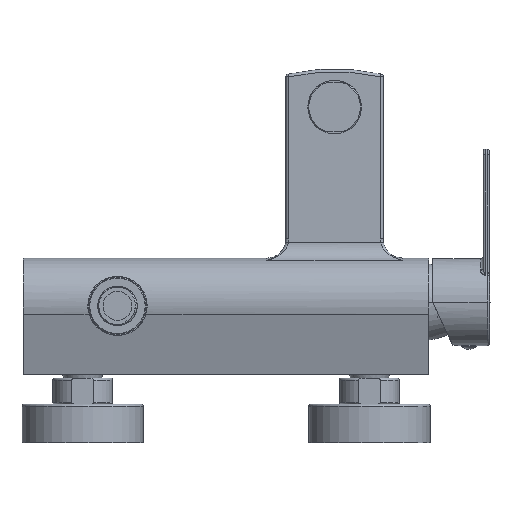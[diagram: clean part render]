
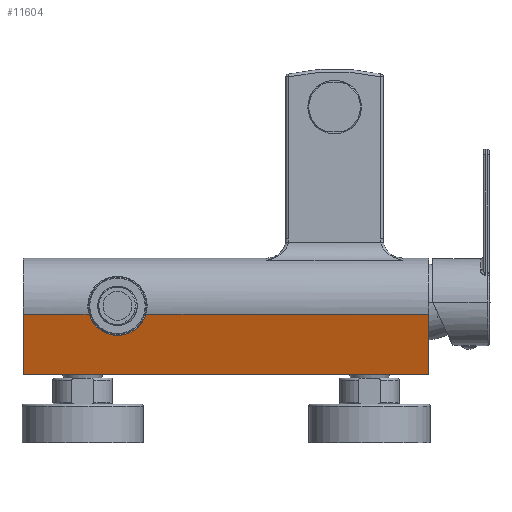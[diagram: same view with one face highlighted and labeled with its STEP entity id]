
A CAD part, front view. The second image highlights one B-rep face of the part: STEP entity #11604.
In plain terms, the highlighted planar face has unit normal (0, -0.961, -0.277).
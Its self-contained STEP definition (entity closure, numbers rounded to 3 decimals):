
#2413=CARTESIAN_POINT('',(-41.926,-22.103,
-6.359));
#2493=CARTESIAN_POINT('',(-71.674,-22.103,
-6.359));
#2505=DIRECTION('',(-1.,0.,0.));
#2506=VECTOR('',#2505,34.326);
#2507=CARTESIAN_POINT('',(-71.674,-22.103,
-6.359));
#2508=LINE('',#2507,#2506);
#2509=DIRECTION('',(-1.,0.,0.));
#2510=VECTOR('',#2509,147.926);
#2511=CARTESIAN_POINT('',(106.,-22.103,-6.359));
#2512=LINE('',#2511,#2510);
#2573=CARTESIAN_POINT('',(-41.926,-22.103,
-6.359));
#2574=CARTESIAN_POINT('',(-42.003,-22.027,
-6.624));
#2575=CARTESIAN_POINT('',(-42.158,-21.89,
-7.102));
#2576=CARTESIAN_POINT('',(-42.468,-21.652,
-7.929));
#2577=CARTESIAN_POINT('',(-42.855,-21.403,
-8.794));
#2578=CARTESIAN_POINT('',(-43.32,-21.151,
-9.67));
#2579=CARTESIAN_POINT('',(-43.785,-20.932,
-10.432));
#2580=CARTESIAN_POINT('',(-44.25,-20.737,
-11.108));
#2581=CARTESIAN_POINT('',(-44.87,-20.504,
-11.917));
#2582=CARTESIAN_POINT('',(-45.644,-20.254,
-12.788));
#2583=CARTESIAN_POINT('',(-46.574,-20.,
-13.67));
#2584=CARTESIAN_POINT('',(-47.504,-19.784,
-14.421));
#2585=CARTESIAN_POINT('',(-48.433,-19.599,
-15.063));
#2586=CARTESIAN_POINT('',(-49.673,-19.388,
-15.796));
#2587=CARTESIAN_POINT('',(-51.222,-19.184,
-16.507));
#2588=CARTESIAN_POINT('',(-53.081,-19.017,
-17.088));
#2589=CARTESIAN_POINT('',(-54.941,-18.919,
-17.426));
#2590=CARTESIAN_POINT('',(-56.8,-18.887,
-17.537));
#2591=CARTESIAN_POINT('',(-58.659,-18.919,
-17.426));
#2592=CARTESIAN_POINT('',(-60.519,-19.017,
-17.088));
#2593=CARTESIAN_POINT('',(-62.378,-19.184,
-16.507));
#2594=CARTESIAN_POINT('',(-63.927,-19.388,
-15.796));
#2595=CARTESIAN_POINT('',(-65.167,-19.599,
-15.063));
#2596=CARTESIAN_POINT('',(-66.096,-19.784,
-14.421));
#2597=CARTESIAN_POINT('',(-67.026,-20.,
-13.67));
#2598=CARTESIAN_POINT('',(-67.956,-20.254,
-12.788));
#2599=CARTESIAN_POINT('',(-68.73,-20.504,
-11.917));
#2600=CARTESIAN_POINT('',(-69.35,-20.737,
-11.108));
#2601=CARTESIAN_POINT('',(-69.815,-20.932,
-10.432));
#2602=CARTESIAN_POINT('',(-70.28,-21.151,
-9.67));
#2603=CARTESIAN_POINT('',(-70.745,-21.403,
-8.794));
#2604=CARTESIAN_POINT('',(-71.132,-21.652,
-7.929));
#2605=CARTESIAN_POINT('',(-71.442,-21.89,
-7.102));
#2606=CARTESIAN_POINT('',(-71.597,-22.027,
-6.624));
#2607=CARTESIAN_POINT('',(-71.674,-22.103,
-6.359));
#2609=DIRECTION('',(-1.,0.,0.));
#2610=VECTOR('',#2609,212.);
#2611=CARTESIAN_POINT('',(106.,-13.,-38.));
#2612=LINE('',#2611,#2610);
#2617=DIRECTION('',(0.,-0.276,0.961));
#2618=VECTOR('',#2617,32.924);
#2619=CARTESIAN_POINT('',(106.,-13.,-38.));
#2620=LINE('',#2619,#2618);
#2681=DIRECTION('',(0.,-0.276,0.961));
#2682=VECTOR('',#2681,32.924);
#2683=CARTESIAN_POINT('',(-106.,-13.,-38.));
#2684=LINE('',#2683,#2682);
#8587=CARTESIAN_POINT('',(106.,-13.,-38.));
#8589=VERTEX_POINT('',#8587);
#8590=CARTESIAN_POINT('',(106.,-22.103,-6.359));
#8592=VERTEX_POINT('',#8590);
#8595=CARTESIAN_POINT('',(-106.,-13.,-38.));
#8597=VERTEX_POINT('',#8595);
#8598=CARTESIAN_POINT('',(-106.,-22.103,-6.359));
#8600=VERTEX_POINT('',#8598);
#8797=VERTEX_POINT('',#2413);
#8798=VERTEX_POINT('',#2493);
#11588=CARTESIAN_POINT('',(106.,-13.,-38.));
#11589=DIRECTION('',(0.,-0.961,-0.276));
#11590=DIRECTION('',(0.,-0.276,0.961));
#11591=AXIS2_PLACEMENT_3D('',#11588,#11589,#11590);
#11592=PLANE('',#11591);
#11593=ORIENTED_EDGE('',*,*,#11534,.F.);
#11594=ORIENTED_EDGE('',*,*,#11566,.F.);
#11596=ORIENTED_EDGE('',*,*,#11595,.F.);
#11598=ORIENTED_EDGE('',*,*,#11597,.T.);
#11600=ORIENTED_EDGE('',*,*,#11599,.T.);
#11601=ORIENTED_EDGE('',*,*,#11558,.F.);
#11602=EDGE_LOOP('',(#11593,#11594,#11596,#11598,#11600,#11601));
#11603=FACE_OUTER_BOUND('',#11602,.F.);
#11604=ADVANCED_FACE('',(#11603),#11592,.T.);
#2608=B_SPLINE_CURVE_WITH_KNOTS('',3,(#2573,#2574,#2575,#2576,#2577,#2578,#2579,
#2580,#2581,#2582,#2583,#2584,#2585,#2586,#2587,#2588,#2589,#2590,#2591,#2592,
#2593,#2594,#2595,#2596,#2597,#2598,#2599,#2600,#2601,#2602,#2603,#2604,#2605,
#2606,#2607),.UNSPECIFIED.,.F.,.F.,(4,1,1,1,1,1,1,1,1,1,1,1,1,1,1,1,1,1,1,1,1,1,
1,1,1,1,1,1,1,1,1,1,4),(0.,0.008,0.016,0.031,0.047,0.063,
0.078,0.094,0.125,0.156,0.188,0.219,0.25,0.313,0.375,
0.438,0.5,0.563,0.625,0.688,0.75,0.781,0.813,0.844,
0.875,0.906,0.922,0.938,0.953,0.969,0.984,
0.992,1.),.UNSPECIFIED.);
#11534=EDGE_CURVE('',#8797,#8798,#2608,.T.);
#11558=EDGE_CURVE('',#8798,#8600,#2508,.T.);
#11566=EDGE_CURVE('',#8592,#8797,#2512,.T.);
#11595=EDGE_CURVE('',#8589,#8592,#2620,.T.);
#11597=EDGE_CURVE('',#8589,#8597,#2612,.T.);
#11599=EDGE_CURVE('',#8597,#8600,#2684,.T.);
